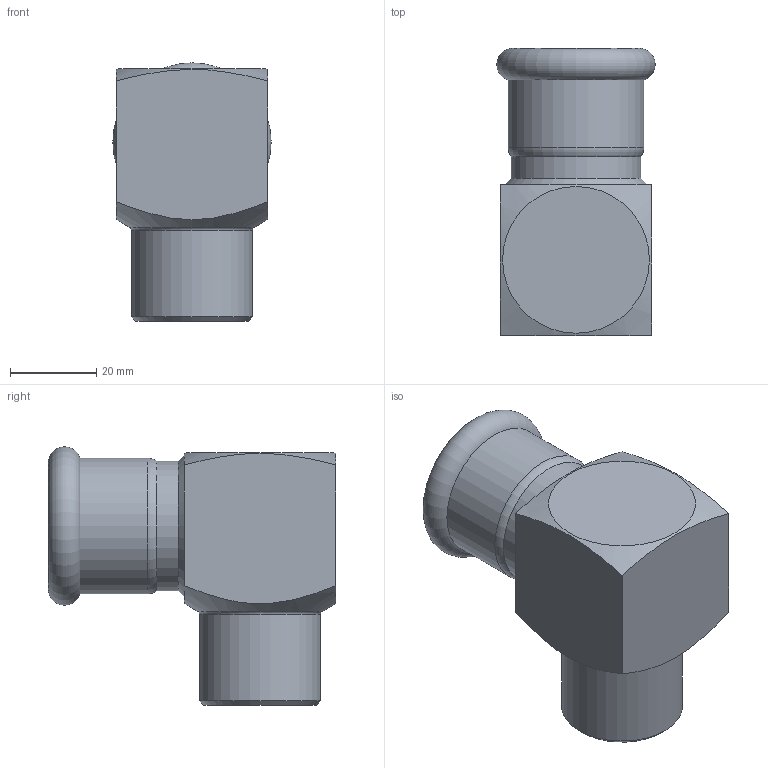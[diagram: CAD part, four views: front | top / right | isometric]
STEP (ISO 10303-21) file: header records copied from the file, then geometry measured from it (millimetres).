
FILE_DESCRIPTION(/* description */ ('GOMITO MISTO 90° FF 1/2"x28'),/* implementation_level */ '2;1');
FILE_NAME(/* name */ '398102028_Steelpres.stp',/* time_stamp */ '2022-10-21T14:25:28+02:00',/* author */ ('Vault'),/* organization */ ('Raccorderie metalliche s.p.a. '),/* preprocessor_version */ 'ST-DEVELOPER v18.1',/* originating_system */ 'Autodesk Inventor 2020',/* authorisation */ 'Raccorderie metalliche s.p.a. ');
FILE_SCHEMA (('AUTOMOTIVE_DESIGN { 1 0 10303 214 3 1 1 }'));
Length unit declared in the file: millimetre
Products named in the file (1): 398102028_Steelpres
Bounding box: 36.68 x 66.5 x 59.84 mm (x, y, z)
Volume: 41018.2 mm3; surface area: 18856.5 mm2
Topology: 1 solids, 2 shells, 35 faces, 101 edges, 72 vertices
Faces by surface type: cylinder 12, plane 10, cone 7, torus 6
Full cylindrical faces by diameter (mm): 18 x1, 18.631 x1, 25 x1, 27 x1, 28 x1, 28.4 x1, 28.8 x2, 30 x2, 30.6 x1, 31.4 x1
Entity records: 1288 total; most frequent: CARTESIAN_POINT 271, DIRECTION 227, ORIENTED_EDGE 202, AXIS2_PLACEMENT_3D 102, EDGE_CURVE 101, VERTEX_POINT 72, CIRCLE 66, EDGE_LOOP 41
